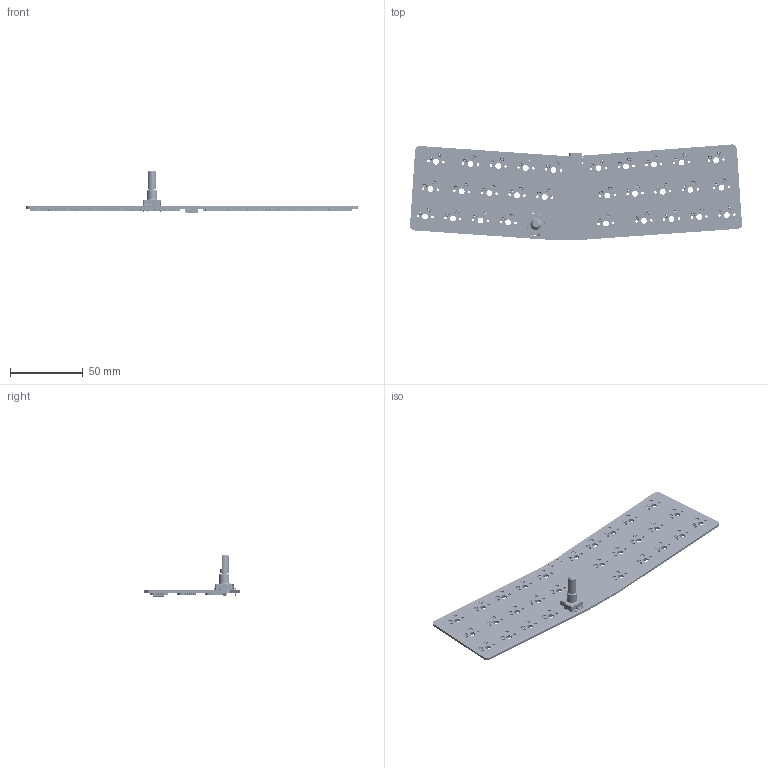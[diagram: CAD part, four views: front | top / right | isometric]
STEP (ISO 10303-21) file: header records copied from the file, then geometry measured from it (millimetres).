
FILE_DESCRIPTION(('KiCad electronic assembly'),'2;1');
FILE_NAME('tsuru alice.step','2024-09-03T21:03:05',('Pcbnew'),('Kicad'), 'Open CASCADE STEP processor 7.8','KiCad to STEP converter','Unknown' );
FILE_SCHEMA(('AUTOMOTIVE_DESIGN { 1 0 10303 214 1 1 1 1 }'));
Length unit declared in the file: millimetre
Products named in the file (8): tsuru alice 1; ROT_EC11E; (Unsaved); HS_CPG151101S11_MX; Kailh Hotswap v2; CON_TYPE-C-31-M-12; CON_TYPE-C-31-M-12 v3; _autosave-tsuru alice_PCB
Assembly tree (36 placements, depth 3):
  tsuru alice 1
    ROT_EC11E
      (Unsaved)
    HS_CPG151101S11_MX  x30
      Kailh Hotswap v2
    CON_TYPE-C-31-M-12
      CON_TYPE-C-31-M-12 v3
    _autosave-tsuru alice_PCB
Bounding box: 227.9 x 65.29 x 29.45 mm (x, y, z)
Volume: 23280.3 mm3; surface area: 37886.6 mm2
Topology: 96 solids, 96 shells, 14344 faces, 35558 edges, 21782 vertices
Faces by surface type: plane 8609, cylinder 3307, bspline 1748, torus 338, cone 310, sphere 32
Full cylindrical faces by diameter (mm): 0.5 x2, 0.65 x2, 1 x5, 1.75 x58, 2 x1, 2.9 x60, 3 x59, 3.3 x1, 3.5 x1, 3.51 x1, 3.988 x30, 4 x1, 6 x1, 7 x1
Entity records: 58213 total; most frequent: CARTESIAN_POINT 11413, ORIENTED_EDGE 8816, DIRECTION 8808, EDGE_CURVE 4408, LINE 3088, VECTOR 3088, AXIS2_PLACEMENT_3D 2860, VERTEX_POINT 2729
